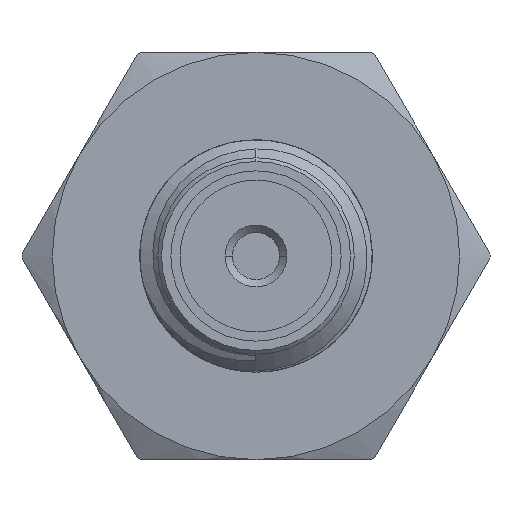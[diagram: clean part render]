
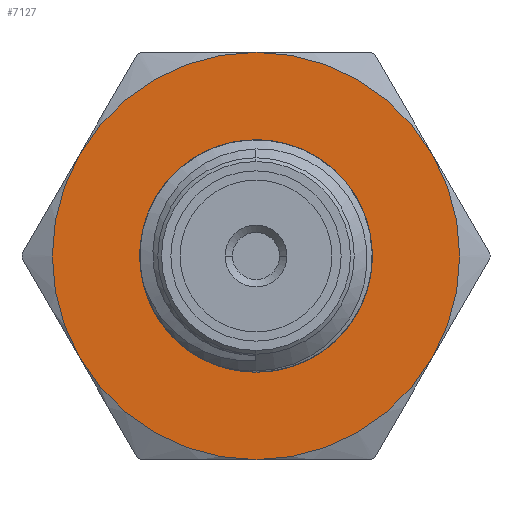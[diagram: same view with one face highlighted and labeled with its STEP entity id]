
A CAD part, left-side view. The second image highlights one B-rep face of the part: STEP entity #7127.
In plain terms, the highlighted planar face has unit normal (-1, 0, 0).
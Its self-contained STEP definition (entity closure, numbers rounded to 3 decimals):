
#2063=CARTESIAN_POINT('',(-6.7,0.,-5.5));
#2082=CARTESIAN_POINT('',(-6.7,4.763,-2.75));
#2104=CARTESIAN_POINT('',(-6.7,4.763,2.75));
#2126=CARTESIAN_POINT('',(-6.7,0.,5.5));
#2128=CARTESIAN_POINT('',(-6.7,0.,0.));
#2129=DIRECTION('',(1.,0.,0.));
#2130=DIRECTION('',(0.,0.,-1.));
#2131=AXIS2_PLACEMENT_3D('',#2128,#2129,#2130);
#2133=CARTESIAN_POINT('',(-6.7,0.,0.));
#2134=DIRECTION('',(1.,0.,0.));
#2135=DIRECTION('',(0.,0.866,-0.5));
#2136=AXIS2_PLACEMENT_3D('',#2133,#2134,#2135);
#2138=CARTESIAN_POINT('',(-6.7,0.,0.));
#2139=DIRECTION('',(1.,0.,0.));
#2140=DIRECTION('',(0.,0.866,0.5));
#2141=AXIS2_PLACEMENT_3D('',#2138,#2139,#2140);
#2143=CARTESIAN_POINT('',(-6.7,0.,0.));
#2144=DIRECTION('',(-1.,0.,0.));
#2145=DIRECTION('',(0.,-0.866,0.5));
#2146=AXIS2_PLACEMENT_3D('',#2143,#2144,#2145);
#2148=CARTESIAN_POINT('',(-6.7,0.,0.));
#2149=DIRECTION('',(-1.,0.,0.));
#2150=DIRECTION('',(0.,-0.866,-0.5));
#2151=AXIS2_PLACEMENT_3D('',#2148,#2149,#2150);
#2153=CARTESIAN_POINT('',(-6.7,0.,0.));
#2154=DIRECTION('',(-1.,0.,0.));
#2155=DIRECTION('',(0.,0.,-1.));
#2156=AXIS2_PLACEMENT_3D('',#2153,#2154,#2155);
#2180=CARTESIAN_POINT('',(-6.7,0.,0.));
#2181=DIRECTION('',(-1.,0.,0.));
#2182=DIRECTION('',(0.,0.,-1.));
#2183=AXIS2_PLACEMENT_3D('',#2180,#2181,#2182);
#2333=CARTESIAN_POINT('',(-6.7,0.,0.));
#2334=DIRECTION('',(1.,0.,0.));
#2335=DIRECTION('',(0.,0.,-1.));
#2336=AXIS2_PLACEMENT_3D('',#2333,#2334,#2335);
#3160=CARTESIAN_POINT('',(-6.7,-4.763,2.75));
#3195=CARTESIAN_POINT('',(-6.7,-4.763,-2.75));
#4362=CARTESIAN_POINT('',(-6.7,0.,2.626));
#4364=VERTEX_POINT('',#4362);
#4366=CARTESIAN_POINT('',(-6.7,0.,-2.626));
#4367=VERTEX_POINT('',#4366);
#4471=VERTEX_POINT('',#2063);
#4472=VERTEX_POINT('',#2082);
#4473=VERTEX_POINT('',#2104);
#4474=VERTEX_POINT('',#2126);
#4495=VERTEX_POINT('',#3160);
#4496=VERTEX_POINT('',#3195);
#7105=CARTESIAN_POINT('',(-6.7,0.,0.));
#7106=DIRECTION('',(1.,0.,0.));
#7107=DIRECTION('',(0.,0.,1.));
#7108=AXIS2_PLACEMENT_3D('',#7105,#7106,#7107);
#7109=PLANE('',#7108);
#7110=ORIENTED_EDGE('',*,*,#7071,.T.);
#7111=ORIENTED_EDGE('',*,*,#7085,.T.);
#7112=ORIENTED_EDGE('',*,*,#7100,.T.);
#7114=ORIENTED_EDGE('',*,*,#7113,.F.);
#7116=ORIENTED_EDGE('',*,*,#7115,.F.);
#7118=ORIENTED_EDGE('',*,*,#7117,.F.);
#7119=EDGE_LOOP('',(#7110,#7111,#7112,#7114,#7116,#7118));
#7120=FACE_OUTER_BOUND('',#7119,.F.);
#7122=ORIENTED_EDGE('',*,*,#7121,.T.);
#7124=ORIENTED_EDGE('',*,*,#7123,.F.);
#7125=EDGE_LOOP('',(#7122,#7124));
#7126=FACE_BOUND('',#7125,.F.);
#2132=CIRCLE('',#2131,5.5);
#2137=CIRCLE('',#2136,5.5);
#2142=CIRCLE('',#2141,5.5);
#2147=CIRCLE('',#2146,5.5);
#2152=CIRCLE('',#2151,5.5);
#2157=CIRCLE('',#2156,5.5);
#2184=CIRCLE('',#2183,2.626);
#2337=CIRCLE('',#2336,2.626);
#7071=EDGE_CURVE('',#4471,#4472,#2132,.T.);
#7085=EDGE_CURVE('',#4472,#4473,#2137,.T.);
#7100=EDGE_CURVE('',#4473,#4474,#2142,.T.);
#7113=EDGE_CURVE('',#4495,#4474,#2147,.T.);
#7115=EDGE_CURVE('',#4496,#4495,#2152,.T.);
#7117=EDGE_CURVE('',#4471,#4496,#2157,.T.);
#7121=EDGE_CURVE('',#4367,#4364,#2184,.T.);
#7123=EDGE_CURVE('',#4367,#4364,#2337,.T.);
#7127=ADVANCED_FACE('',(#7120,#7126),#7109,.F.);
